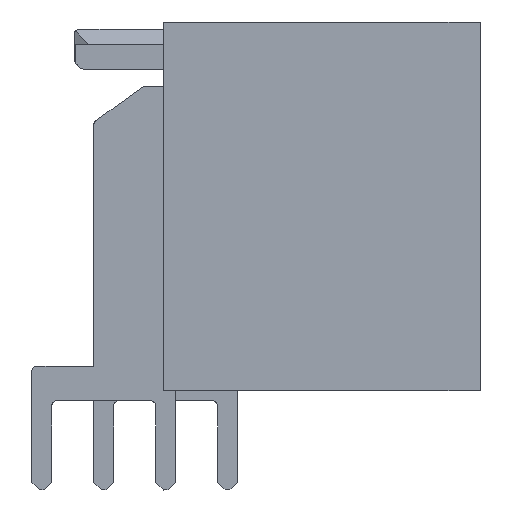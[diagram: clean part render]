
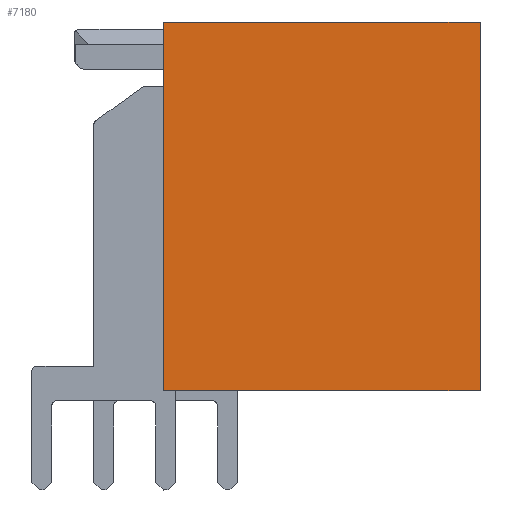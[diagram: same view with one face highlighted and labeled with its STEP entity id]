
A CAD part, left-side view. The second image highlights one B-rep face of the part: STEP entity #7180.
In plain terms, the highlighted face is planar.
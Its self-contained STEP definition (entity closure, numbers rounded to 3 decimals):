
#726=ORIENTED_EDGE('',*,*,#2122,.F.);
#727=ORIENTED_EDGE('',*,*,#2123,.F.);
#728=ORIENTED_EDGE('',*,*,#2124,.F.);
#729=ORIENTED_EDGE('',*,*,#2125,.F.);
#2122=EDGE_CURVE('',#2775,#2776,#3395,.T.);
#2123=EDGE_CURVE('',#2777,#2775,#3396,.T.);
#2124=EDGE_CURVE('',#2778,#2777,#3397,.T.);
#2125=EDGE_CURVE('',#2776,#2778,#3398,.T.);
#2775=VERTEX_POINT('',#9924);
#2776=VERTEX_POINT('',#9925);
#2777=VERTEX_POINT('',#9927);
#2778=VERTEX_POINT('',#9929);
#3395=LINE('',#9923,#4135);
#3396=LINE('',#9926,#4136);
#3397=LINE('',#9928,#4137);
#3398=LINE('',#9930,#4138);
#4135=VECTOR('',#8379,1000.);
#4136=VECTOR('',#8380,1000.);
#4137=VECTOR('',#8381,1000.);
#4138=VECTOR('',#8382,1000.);
#4552=EDGE_LOOP('',(#726,#727,#728,#729));
#4827=FACE_BOUND('',#4552,.T.);
#5096=PLANE('',#7463);
#7180=ADVANCED_FACE('',(#4827),#5096,.F.);
#7463=AXIS2_PLACEMENT_3D('',#9922,#8377,#8378);
#8377=DIRECTION('',(0.,1.,0.));
#8378=DIRECTION('',(1.,0.,0.));
#8379=DIRECTION('',(-1.,0.,0.));
#8380=DIRECTION('',(0.,0.,-1.));
#8381=DIRECTION('',(1.,0.,0.));
#8382=DIRECTION('',(0.,0.,1.));
#9922=CARTESIAN_POINT('',(1.796,0.,-1.797));
#9923=CARTESIAN_POINT('',(8.196,-0.002,-9.247));
#9924=CARTESIAN_POINT('',(8.196,-0.002,-9.247));
#9925=CARTESIAN_POINT('',(-4.604,0.,-9.247));
#9926=CARTESIAN_POINT('',(8.196,0.,5.653));
#9927=CARTESIAN_POINT('',(8.196,0.,5.653));
#9928=CARTESIAN_POINT('',(-4.604,0.001,5.653));
#9929=CARTESIAN_POINT('',(-4.604,0.001,5.653));
#9930=CARTESIAN_POINT('',(-4.604,0.,-9.247));
